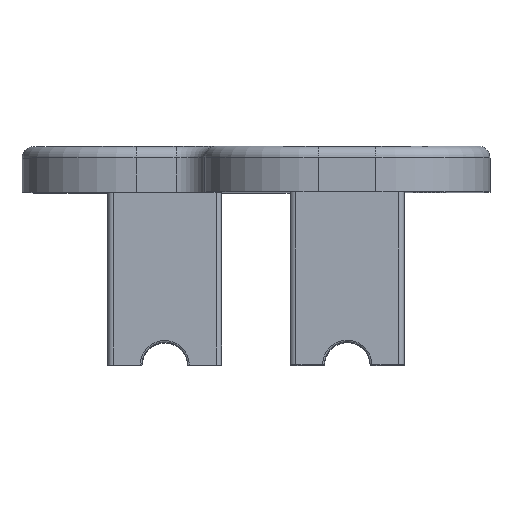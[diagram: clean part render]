
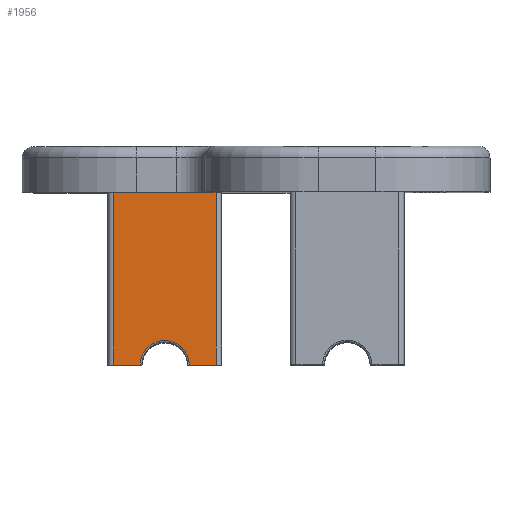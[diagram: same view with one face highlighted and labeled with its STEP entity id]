
A CAD part, top view. The second image highlights one B-rep face of the part: STEP entity #1956.
In plain terms, the highlighted planar face has unit normal (0, 0, 1).
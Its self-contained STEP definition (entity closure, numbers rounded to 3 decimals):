
#2=CARTESIAN_POINT('',(0.002,-30.3,49.244));
#3=DIRECTION('',(0.,0.,-1.));
#4=DIRECTION('',(-1.,0.,0.));
#5=AXIS2_PLACEMENT_3D('',#2,#3,#4);
#12=DIRECTION('',(0.,1.,0.));
#13=VECTOR('',#12,30.3);
#14=CARTESIAN_POINT('',(9.002,-30.3,49.248));
#15=LINE('',#14,#13);
#16=DIRECTION('',(1.,0.,0.));
#17=VECTOR('',#16,4.7);
#18=CARTESIAN_POINT('',(4.302,-30.3,49.246));
#19=LINE('',#18,#17);
#20=DIRECTION('',(1.,0.,0.));
#21=VECTOR('',#20,4.7);
#22=CARTESIAN_POINT('',(-8.998,-30.3,49.241));
#23=LINE('',#22,#21);
#24=DIRECTION('',(0.,-1.,0.));
#25=VECTOR('',#24,30.3);
#26=CARTESIAN_POINT('',(-8.998,0.,49.241));
#27=LINE('',#26,#25);
#92=DIRECTION('',(-1.,0.,0.));
#93=VECTOR('',#92,18.);
#94=CARTESIAN_POINT('',(9.002,0.,49.248));
#95=LINE('',#94,#93);
#1510=CARTESIAN_POINT('',(9.002,-30.3,49.248));
#1511=CARTESIAN_POINT('',(9.002,0.,49.248));
#1512=VERTEX_POINT('',#1510);
#1513=VERTEX_POINT('',#1511);
#1518=CARTESIAN_POINT('',(-8.998,0.,49.241));
#1519=CARTESIAN_POINT('',(-8.998,-30.3,49.241));
#1520=VERTEX_POINT('',#1518);
#1521=VERTEX_POINT('',#1519);
#1744=CARTESIAN_POINT('',(4.302,-30.3,49.246));
#1746=VERTEX_POINT('',#1744);
#1749=CARTESIAN_POINT('',(-4.298,-30.3,49.243));
#1751=VERTEX_POINT('',#1749);
#1938=CARTESIAN_POINT('',(-0.017,0.,49.244));
#1939=DIRECTION('',(0.,0.,1.));
#1940=DIRECTION('',(1.,0.,0.));
#1941=AXIS2_PLACEMENT_3D('',#1938,#1939,#1940);
#1942=PLANE('',#1941);
#1944=ORIENTED_EDGE('',*,*,#1943,.F.);
#1946=ORIENTED_EDGE('',*,*,#1945,.F.);
#1948=ORIENTED_EDGE('',*,*,#1947,.F.);
#1949=ORIENTED_EDGE('',*,*,#1927,.F.);
#1951=ORIENTED_EDGE('',*,*,#1950,.F.);
#1953=ORIENTED_EDGE('',*,*,#1952,.F.);
#1954=EDGE_LOOP('',(#1944,#1946,#1948,#1949,#1951,#1953));
#1955=FACE_OUTER_BOUND('',#1954,.F.);
#1956=ADVANCED_FACE('',(#1955),#1942,.T.);
#6=CIRCLE('',#5,4.3);
#1927=EDGE_CURVE('',#1751,#1746,#6,.T.);
#1943=EDGE_CURVE('',#1513,#1520,#95,.T.);
#1945=EDGE_CURVE('',#1512,#1513,#15,.T.);
#1947=EDGE_CURVE('',#1746,#1512,#19,.T.);
#1950=EDGE_CURVE('',#1521,#1751,#23,.T.);
#1952=EDGE_CURVE('',#1520,#1521,#27,.T.);
